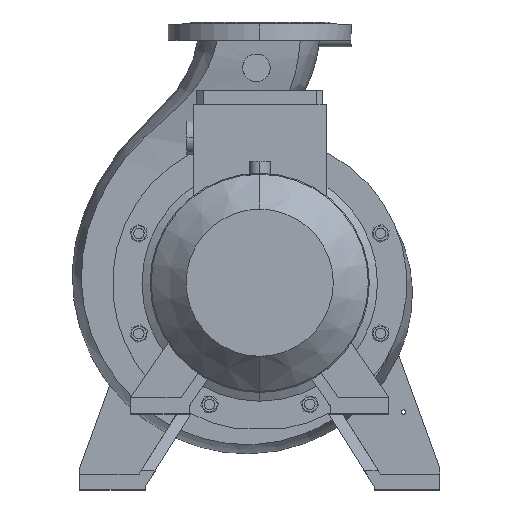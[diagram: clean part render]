
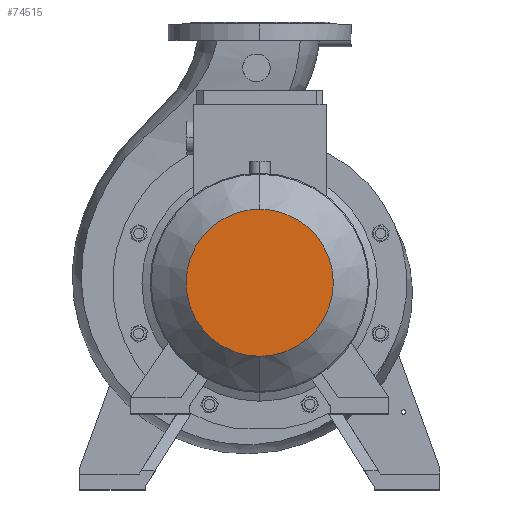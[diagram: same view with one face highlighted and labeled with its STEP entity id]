
A CAD part, top view. The second image highlights one B-rep face of the part: STEP entity #74515.
In plain terms, the highlighted planar face has unit normal (0, 0, 1).
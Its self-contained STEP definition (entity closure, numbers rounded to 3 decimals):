
#972 = AXIS2_PLACEMENT_3D ( 'NONE', #38549, #38821, #56973 ) ;
#1485 = AXIS2_PLACEMENT_3D ( 'NONE', #52665, #64575, #33983 ) ;
#2820 = EDGE_LOOP ( 'NONE', ( #45944, #61746 ) ) ;
#5519 = VERTEX_POINT ( 'NONE', #25370 ) ;
#6349 = VERTEX_POINT ( 'NONE', #52797 ) ;
#17647 = DIRECTION ( 'NONE',  ( 0., 0., -1. ) ) ;
#24660 = CARTESIAN_POINT ( 'NONE',  ( 0., 0., 935. ) ) ;
#25370 = CARTESIAN_POINT ( 'NONE',  ( 0., 112.5, 935. ) ) ;
#25659 = CIRCLE ( 'NONE', #972, 112.5 ) ;
#26933 = FACE_OUTER_BOUND ( 'NONE', #2820, .T. ) ;
#31485 = CIRCLE ( 'NONE', #72774, 112.5 ) ;
#33983 = DIRECTION ( 'NONE',  ( 0., -1., 0. ) ) ;
#36187 = EDGE_CURVE ( 'NONE', #6349, #5519, #25659, .T. ) ;
#38549 = CARTESIAN_POINT ( 'NONE',  ( 0., 0., 935. ) ) ;
#38582 = PLANE ( 'NONE',  #1485 ) ;
#38821 = DIRECTION ( 'NONE',  ( 0., 0., -1. ) ) ;
#43089 = DIRECTION ( 'NONE',  ( 0., 1., 0. ) ) ;
#45944 = ORIENTED_EDGE ( 'NONE', *, *, #61821, .F. ) ;
#52665 = CARTESIAN_POINT ( 'NONE',  ( 0., 0., 935. ) ) ;
#52797 = CARTESIAN_POINT ( 'NONE',  ( 0., -112.5, 935. ) ) ;
#56973 = DIRECTION ( 'NONE',  ( 0., 1., 0. ) ) ;
#61746 = ORIENTED_EDGE ( 'NONE', *, *, #36187, .F. ) ;
#61821 = EDGE_CURVE ( 'NONE', #5519, #6349, #31485, .T. ) ;
#64575 = DIRECTION ( 'NONE',  ( 0., 0., 1. ) ) ;
#72774 = AXIS2_PLACEMENT_3D ( 'NONE', #24660, #17647, #43089 ) ;
#74515 = ADVANCED_FACE ( 'NONE', ( #26933 ), #38582, .T. ) ;
